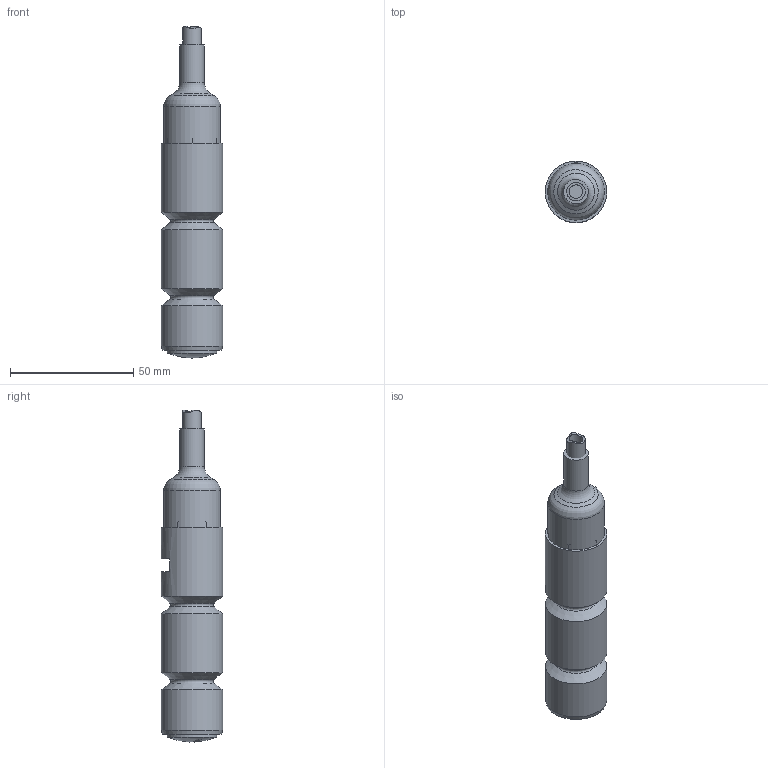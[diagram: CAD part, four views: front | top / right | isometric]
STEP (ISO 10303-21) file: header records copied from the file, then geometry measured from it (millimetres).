
FILE_DESCRIPTION (( 'STEP AP203' ), '1' );
FILE_NAME ('122-211-011-001.STEP', '2014-09-19T13:15:06', ( 'ajoy' ), ( 'Microsoft' ), 'SwSTEP 2.0', 'SolidWorks 2014', '' );
FILE_SCHEMA (( 'CONFIG_CONTROL_DESIGN' ));
Length unit declared in the file: millimetre
Products named in the file (1): 122-211-011-001
Bounding box: 25 x 25 x 134.89 mm (x, y, z)
Surface area: 12315.8 mm2 (no closed solid volume)
Topology: 0 solids, 5 shells, 43 faces, 94 edges, 58 vertices
Faces by surface type: plane 15, cone 12, cylinder 10, torus 4, sphere 1, bspline 1
Full cylindrical faces by diameter (mm): 2.1 x2, 5.5 x1, 7.5 x1, 10 x1, 20 x1, 23 x1, 25 x3
Entity records: 1311 total; most frequent: CARTESIAN_POINT 395, DIRECTION 182, ORIENTED_EDGE 120, AXIS2_PLACEMENT_3D 82, EDGE_LOOP 72, EDGE_CURVE 71, FACE_OUTER_BOUND 58, VERTEX_POINT 57
